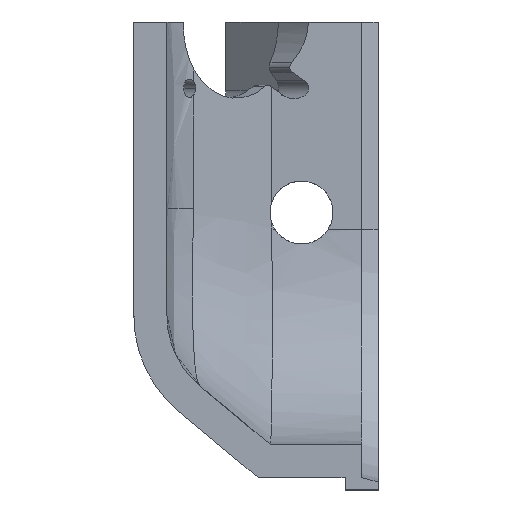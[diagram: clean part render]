
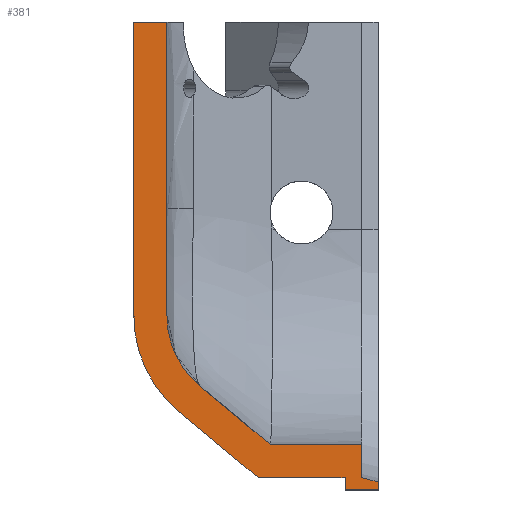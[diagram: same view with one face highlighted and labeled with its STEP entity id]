
A CAD part, left-side view. The second image highlights one B-rep face of the part: STEP entity #381.
In plain terms, the highlighted planar face has unit normal (-1, 0, 0).
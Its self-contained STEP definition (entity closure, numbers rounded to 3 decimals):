
#8 = CARTESIAN_POINT ( 'NONE',  ( 0., 60., 22.5 ) ) ;
#199 = AXIS2_PLACEMENT_3D ( 'NONE', #3030, #1520, #2173 ) ;
#214 = LINE ( 'NONE', #2550, #1794 ) ;
#242 = VERTEX_POINT ( 'NONE', #757 ) ;
#253 = B_SPLINE_CURVE_WITH_KNOTS ( 'NONE', 3,
 ( #3711, #1080, #797, #2251, #3130, #511, #1681 ),
 .UNSPECIFIED., .F., .F.,
 ( 4, 3, 4 ),
 ( 0.002, 0.006, 0.013 ),
 .UNSPECIFIED. ) ;
#319 = CARTESIAN_POINT ( 'NONE',  ( 0., 54.603, -46.998 ) ) ;
#365 = EDGE_CURVE ( 'NONE', #1805, #242, #3715, .T. ) ;
#381 = ADVANCED_FACE ( 'NONE', ( #801 ), #1065, .F. ) ;
#411 = ORIENTED_EDGE ( 'NONE', *, *, #2250, .T. ) ;
#464 = DIRECTION ( 'NONE',  ( 0., 1., 0. ) ) ;
#465 = VERTEX_POINT ( 'NONE', #728 ) ;
#471 = VERTEX_POINT ( 'NONE', #1021 ) ;
#489 = DIRECTION ( 'NONE',  ( 1., 0., 0. ) ) ;
#511 = CARTESIAN_POINT ( 'NONE',  ( 0., 45.167, -49.654 ) ) ;
#516 = DIRECTION ( 'NONE',  ( 0., 0., -1. ) ) ;
#533 = LINE ( 'NONE', #1944, #1734 ) ;
#568 = CARTESIAN_POINT ( 'NONE',  ( 0., 30.5, -55. ) ) ;
#609 = CARTESIAN_POINT ( 'NONE',  ( 0., 56., -35.474 ) ) ;
#688 = CARTESIAN_POINT ( 'NONE',  ( 0., 60., 0. ) ) ;
#728 = CARTESIAN_POINT ( 'NONE',  ( 0., 30.5, -56.5 ) ) ;
#734 = AXIS2_PLACEMENT_3D ( 'NONE', #1949, #489, #516 ) ;
#757 = CARTESIAN_POINT ( 'NONE',  ( 0., 32.5, -55. ) ) ;
#797 = CARTESIAN_POINT ( 'NONE',  ( 0., 49.612, -45.95 ) ) ;
#801 = FACE_OUTER_BOUND ( 'NONE', #3712, .T. ) ;
#830 = EDGE_CURVE ( 'NONE', #2554, #471, #895, .T. ) ;
#895 = LINE ( 'NONE', #8, #3499 ) ;
#917 = DIRECTION ( 'NONE',  ( 0., -1., 0. ) ) ;
#967 = CARTESIAN_POINT ( 'NONE',  ( 0., 56., 22.5 ) ) ;
#971 = VERTEX_POINT ( 'NONE', #609 ) ;
#972 = EDGE_CURVE ( 'NONE', #2554, #1707, #1830, .T. ) ;
#975 = DIRECTION ( 'NONE',  ( 0., 1., 0. ) ) ;
#983 = VECTOR ( 'NONE', #917, 1000. ) ;
#988 = CIRCLE ( 'NONE', #199, 11. ) ;
#1021 = CARTESIAN_POINT ( 'NONE',  ( 0., 60., -35.474 ) ) ;
#1031 = EDGE_CURVE ( 'NONE', #2220, #3643, #3580, .T. ) ;
#1065 = PLANE ( 'NONE',  #734 ) ;
#1080 = CARTESIAN_POINT ( 'NONE',  ( 0., 50.827, -44.937 ) ) ;
#1200 = CARTESIAN_POINT ( 'NONE',  ( 0., 30.5, -55.536 ) ) ;
#1318 = ORIENTED_EDGE ( 'NONE', *, *, #2033, .F. ) ;
#1500 = CARTESIAN_POINT ( 'NONE',  ( 0., 43.552, -51. ) ) ;
#1515 = CARTESIAN_POINT ( 'NONE',  ( 0., 34.5, -56.5 ) ) ;
#1520 = DIRECTION ( 'NONE',  ( -1., 0., 0. ) ) ;
#1531 = CARTESIAN_POINT ( 'NONE',  ( 0., 45., -55. ) ) ;
#1588 = DIRECTION ( 'NONE',  ( 0., 0., -1. ) ) ;
#1615 = ORIENTED_EDGE ( 'NONE', *, *, #2229, .T. ) ;
#1642 = ORIENTED_EDGE ( 'NONE', *, *, #3255, .T. ) ;
#1681 = CARTESIAN_POINT ( 'NONE',  ( 0., 43.552, -51. ) ) ;
#1694 = CARTESIAN_POINT ( 'NONE',  ( 0., 45., -55. ) ) ;
#1705 = CARTESIAN_POINT ( 'NONE',  ( 0., 32.5, -51. ) ) ;
#1707 = VERTEX_POINT ( 'NONE', #3334 ) ;
#1718 = EDGE_CURVE ( 'NONE', #1707, #971, #3296, .T. ) ;
#1734 = VECTOR ( 'NONE', #464, 1000. ) ;
#1754 = DIRECTION ( 'NONE',  ( 0., 0.966, 0.259 ) ) ;
#1777 = CARTESIAN_POINT ( 'NONE',  ( 0., 0., 0. ) ) ;
#1794 = VECTOR ( 'NONE', #2287, 1000. ) ;
#1805 = VERTEX_POINT ( 'NONE', #1705 ) ;
#1830 = LINE ( 'NONE', #1777, #983 ) ;
#1944 = CARTESIAN_POINT ( 'NONE',  ( 0., 45., -51. ) ) ;
#1949 = CARTESIAN_POINT ( 'NONE',  ( 0., 0., 0. ) ) ;
#1980 = ORIENTED_EDGE ( 'NONE', *, *, #3267, .F. ) ;
#2006 = LINE ( 'NONE', #3459, #3506 ) ;
#2033 = EDGE_CURVE ( 'NONE', #971, #2509, #988, .T. ) ;
#2034 = ORIENTED_EDGE ( 'NONE', *, *, #3507, .F. ) ;
#2099 = VECTOR ( 'NONE', #975, 1000. ) ;
#2103 = ORIENTED_EDGE ( 'NONE', *, *, #1718, .F. ) ;
#2108 = ORIENTED_EDGE ( 'NONE', *, *, #1031, .T. ) ;
#2156 = VECTOR ( 'NONE', #2631, 1000. ) ;
#2173 = DIRECTION ( 'NONE',  ( 0., 0., -1. ) ) ;
#2220 = VERTEX_POINT ( 'NONE', #3664 ) ;
#2229 = EDGE_CURVE ( 'NONE', #1805, #2620, #533, .T. ) ;
#2244 = EDGE_CURVE ( 'NONE', #2509, #2620, #253, .T. ) ;
#2245 = CARTESIAN_POINT ( 'NONE',  ( 0., 30.5, -55.536 ) ) ;
#2250 = EDGE_CURVE ( 'NONE', #2951, #465, #2006, .T. ) ;
#2251 = CARTESIAN_POINT ( 'NONE',  ( 0., 48.397, -46.962 ) ) ;
#2287 = DIRECTION ( 'NONE',  ( 0., 0., -1. ) ) ;
#2297 = DIRECTION ( 'NONE',  ( 0., -1., 0. ) ) ;
#2451 = VECTOR ( 'NONE', #3093, 1000. ) ;
#2509 = VERTEX_POINT ( 'NONE', #3598 ) ;
#2535 = ORIENTED_EDGE ( 'NONE', *, *, #830, .T. ) ;
#2545 = ORIENTED_EDGE ( 'NONE', *, *, #365, .F. ) ;
#2550 = CARTESIAN_POINT ( 'NONE',  ( 0., 34.5, -55. ) ) ;
#2554 = VERTEX_POINT ( 'NONE', #688 ) ;
#2581 = VECTOR ( 'NONE', #2830, 1000. ) ;
#2620 = VERTEX_POINT ( 'NONE', #1500 ) ;
#2631 = DIRECTION ( 'NONE',  ( 0., 0., -1. ) ) ;
#2651 = LINE ( 'NONE', #568, #2156 ) ;
#2671 = CARTESIAN_POINT ( 'NONE',  ( 0., 34.5, -55. ) ) ;
#2674 = DIRECTION ( 'NONE',  ( 0., 0., -1. ) ) ;
#2739 = CARTESIAN_POINT ( 'NONE',  ( 0., 45., -35.474 ) ) ;
#2830 = DIRECTION ( 'NONE',  ( 0., 0., -1. ) ) ;
#2898 = CIRCLE ( 'NONE', #3621, 15. ) ;
#2951 = VERTEX_POINT ( 'NONE', #1515 ) ;
#2965 = CARTESIAN_POINT ( 'NONE',  ( 0., 45., -55. ) ) ;
#2971 = ORIENTED_EDGE ( 'NONE', *, *, #3018, .T. ) ;
#3018 = EDGE_CURVE ( 'NONE', #471, #2220, #2898, .T. ) ;
#3030 = CARTESIAN_POINT ( 'NONE',  ( 0., 45., -35.474 ) ) ;
#3062 = LINE ( 'NONE', #1531, #2099 ) ;
#3093 = DIRECTION ( 'NONE',  ( 0., 0., -1. ) ) ;
#3130 = CARTESIAN_POINT ( 'NONE',  ( 0., 46.782, -48.308 ) ) ;
#3205 = LINE ( 'NONE', #1200, #3567 ) ;
#3255 = EDGE_CURVE ( 'NONE', #3572, #242, #3205, .T. ) ;
#3267 = EDGE_CURVE ( 'NONE', #3572, #465, #2651, .T. ) ;
#3271 = ORIENTED_EDGE ( 'NONE', *, *, #2244, .F. ) ;
#3294 = VERTEX_POINT ( 'NONE', #2671 ) ;
#3296 = LINE ( 'NONE', #967, #2451 ) ;
#3309 = DIRECTION ( 'NONE',  ( -1., 0., 0. ) ) ;
#3334 = CARTESIAN_POINT ( 'NONE',  ( 0., 56., 0. ) ) ;
#3419 = CARTESIAN_POINT ( 'NONE',  ( 0., 32.5, 0. ) ) ;
#3438 = ORIENTED_EDGE ( 'NONE', *, *, #972, .F. ) ;
#3459 = CARTESIAN_POINT ( 'NONE',  ( 0., 34.5, -56.5 ) ) ;
#3499 = VECTOR ( 'NONE', #2674, 1000. ) ;
#3506 = VECTOR ( 'NONE', #2297, 1000. ) ;
#3507 = EDGE_CURVE ( 'NONE', #3294, #3643, #3062, .T. ) ;
#3567 = VECTOR ( 'NONE', #1754, 1000. ) ;
#3572 = VERTEX_POINT ( 'NONE', #2245 ) ;
#3580 = B_SPLINE_CURVE_WITH_KNOTS ( 'NONE', 1,
 ( #319, #2965 ),
 .UNSPECIFIED., .F., .F.,
 ( 2, 2 ),
 ( 0.002, 0.014 ),
 .UNSPECIFIED. ) ;
#3598 = CARTESIAN_POINT ( 'NONE',  ( 0., 52.042, -43.925 ) ) ;
#3621 = AXIS2_PLACEMENT_3D ( 'NONE', #2739, #3309, #1588 ) ;
#3643 = VERTEX_POINT ( 'NONE', #1694 ) ;
#3664 = CARTESIAN_POINT ( 'NONE',  ( 0., 54.603, -46.998 ) ) ;
#3711 = CARTESIAN_POINT ( 'NONE',  ( 0., 52.042, -43.925 ) ) ;
#3712 = EDGE_LOOP ( 'NONE', ( #1980, #1642, #2545, #1615, #3271, #1318, #2103, #3438, #2535, #2971, #2108, #2034, #3760, #411 ) ) ;
#3715 = LINE ( 'NONE', #3419, #2581 ) ;
#3760 = ORIENTED_EDGE ( 'NONE', *, *, #3785, .T. ) ;
#3785 = EDGE_CURVE ( 'NONE', #3294, #2951, #214, .T. ) ;
